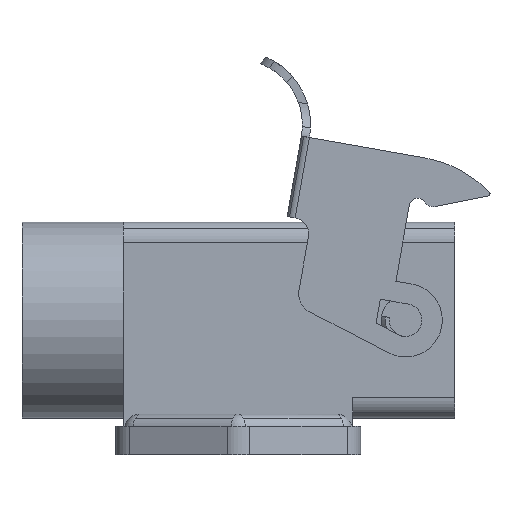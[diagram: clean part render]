
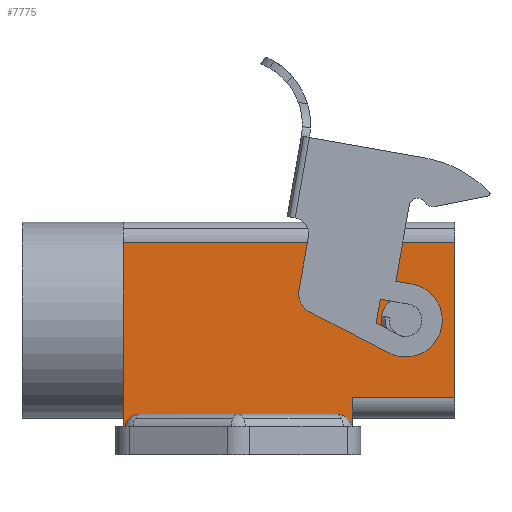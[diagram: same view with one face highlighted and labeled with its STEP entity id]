
A CAD part, front view. The second image highlights one B-rep face of the part: STEP entity #7775.
In plain terms, the highlighted planar face has unit normal (0, -1, 0).
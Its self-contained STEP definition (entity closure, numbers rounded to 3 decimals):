
#119=CARTESIAN_POINT('',(-11.642,-12.,3.));
#120=VERTEX_POINT('',#119);
#127=CARTESIAN_POINT('',(-12.095,-12.,2.989));
#128=VERTEX_POINT('',#127);
#129=CARTESIAN_POINT('',(-11.642,-12.,1.));
#130=DIRECTION('',(0.0,-1.0,0.0));
#131=DIRECTION('',(-1.0,0.0,0.0));
#132=AXIS2_PLACEMENT_3D('',#129,#130,#131);
#133=ELLIPSE('',#132,4.366,2.);
#134=EDGE_CURVE('',#120,#128,#133,.T.);
#294=CARTESIAN_POINT('',(12.095,-12.,2.989));
#295=VERTEX_POINT('',#294);
#303=CARTESIAN_POINT('',(11.642,-12.,3.));
#304=VERTEX_POINT('',#303);
#305=CARTESIAN_POINT('',(11.642,-12.,1.));
#306=DIRECTION('',(0.0,-1.0,0.0));
#307=DIRECTION('',(1.0,0.0,0.0));
#308=AXIS2_PLACEMENT_3D('',#305,#306,#307);
#309=ELLIPSE('',#308,4.366,2.);
#310=EDGE_CURVE('',#295,#304,#309,.T.);
#671=CARTESIAN_POINT('',(20.5,-12.0,17.5));
#672=VERTEX_POINT('',#671);
#688=CARTESIAN_POINT('',(20.5,-12.,11.5));
#689=VERTEX_POINT('',#688);
#696=CARTESIAN_POINT('',(20.5,-12.,14.5));
#697=DIRECTION('',(0.0,1.0,0.0));
#698=DIRECTION('',(0.0,0.0,1.0));
#699=AXIS2_PLACEMENT_3D('',#696,#697,#698);
#700=CIRCLE('',#699,3.);
#701=EDGE_CURVE('',#672,#689,#700,.T.);
#3355=CARTESIAN_POINT('',(13.991,-12.,1.));
#3356=VERTEX_POINT('',#3355);
#3357=CARTESIAN_POINT('',(13.991,-12.,1.5));
#3358=VERTEX_POINT('',#3357);
#3359=CARTESIAN_POINT('',(13.991,-12.,1.));
#3360=DIRECTION('',(0.0,0.0,1.0));
#3361=VECTOR('',#3360,0.5);
#3362=LINE('',#3359,#3361);
#3363=EDGE_CURVE('',#3356,#3358,#3362,.T.);
#3492=CARTESIAN_POINT('',(-13.991,-12.,1.));
#3493=VERTEX_POINT('',#3492);
#3501=CARTESIAN_POINT('',(-13.991,-12.,1.5));
#3502=VERTEX_POINT('',#3501);
#3503=CARTESIAN_POINT('',(-13.991,-12.,1.5));
#3504=DIRECTION('',(0.0,0.0,-1.0));
#3505=VECTOR('',#3504,0.5);
#3506=LINE('',#3503,#3505);
#3507=EDGE_CURVE('',#3502,#3493,#3506,.T.);
#3671=CARTESIAN_POINT('',(14.,-12.,1.5));
#3672=VERTEX_POINT('',#3671);
#3681=CARTESIAN_POINT('',(13.991,-12.,1.5));
#3682=DIRECTION('',(1.0,0.0,0.0));
#3683=VECTOR('',#3682,0.009);
#3684=LINE('',#3681,#3683);
#3685=EDGE_CURVE('',#3358,#3672,#3684,.T.);
#3692=CARTESIAN_POINT('',(-14.125,-12.,1.5));
#3693=VERTEX_POINT('',#3692);
#3694=CARTESIAN_POINT('',(-14.125,-12.,1.5));
#3695=DIRECTION('',(1.0,0.0,0.0));
#3696=VECTOR('',#3695,0.134);
#3697=LINE('',#3694,#3696);
#3698=EDGE_CURVE('',#3693,#3502,#3697,.T.);
#3885=CARTESIAN_POINT('',(14.,-12.,5.));
#3886=VERTEX_POINT('',#3885);
#3894=CARTESIAN_POINT('',(14.,-12.,5.));
#3895=DIRECTION('',(0.0,0.0,-1.0));
#3896=VECTOR('',#3895,3.5);
#3897=LINE('',#3894,#3896);
#3898=EDGE_CURVE('',#3886,#3672,#3897,.T.);
#4762=CARTESIAN_POINT('',(-14.125,-12.0,14.5));
#4763=VERTEX_POINT('',#4762);
#4820=CARTESIAN_POINT('',(-14.125,-12.,24.));
#4821=VERTEX_POINT('',#4820);
#4822=CARTESIAN_POINT('',(-14.125,-12.,24.));
#4823=DIRECTION('',(0.0,0.0,-1.0));
#4824=VECTOR('',#4823,9.5);
#4825=LINE('',#4822,#4824);
#4826=EDGE_CURVE('',#4821,#4763,#4825,.T.);
#4846=CARTESIAN_POINT('',(-14.125,-12.0,14.5));
#4847=DIRECTION('',(0.0,0.0,-1.0));
#4848=VECTOR('',#4847,13.);
#4849=LINE('',#4846,#4848);
#4850=EDGE_CURVE('',#4763,#3693,#4849,.T.);
#5253=CARTESIAN_POINT('',(11.642,-12.,3.));
#5254=DIRECTION('',(-1.0,0.0,0.0));
#5255=VECTOR('',#5254,23.283);
#5256=LINE('',#5253,#5255);
#5257=EDGE_CURVE('',#304,#120,#5256,.T.);
#7601=CARTESIAN_POINT('',(20.5,-12.,14.5));
#7602=DIRECTION('',(0.0,1.0,0.0));
#7603=DIRECTION('',(0.0,0.0,1.0));
#7604=AXIS2_PLACEMENT_3D('',#7601,#7602,#7603);
#7605=CIRCLE('',#7604,3.);
#7606=EDGE_CURVE('',#689,#672,#7605,.T.);
#7707=CARTESIAN_POINT('',(26.5,-12.,24.));
#7708=VERTEX_POINT('',#7707);
#7709=CARTESIAN_POINT('',(-14.125,-12.,24.));
#7710=DIRECTION('',(1.0,0.0,0.0));
#7711=VECTOR('',#7710,40.625);
#7712=LINE('',#7709,#7711);
#7713=EDGE_CURVE('',#4821,#7708,#7712,.T.);
#7725=CARTESIAN_POINT('',(12.,-12.,0.0));
#7726=DIRECTION('',(0.0,-1.0,0.0));
#7727=DIRECTION('',(0.0,0.0,-1.0));
#7728=AXIS2_PLACEMENT_3D('',#7725,#7726,#7727);
#7729=PLANE('',#7728);
#7730=ORIENTED_EDGE('',*,*,#3685,.T.);
#7731=ORIENTED_EDGE('',*,*,#3898,.F.);
#7732=CARTESIAN_POINT('',(26.5,-12.,5.0));
#7733=VERTEX_POINT('',#7732);
#7734=CARTESIAN_POINT('',(26.5,-12.,5.0));
#7735=DIRECTION('',(-1.0,0.0,0.0));
#7736=VECTOR('',#7735,12.5);
#7737=LINE('',#7734,#7736);
#7738=EDGE_CURVE('',#7733,#3886,#7737,.T.);
#7739=ORIENTED_EDGE('',*,*,#7738,.F.);
#7740=CARTESIAN_POINT('',(26.5,-12.,5.0));
#7741=DIRECTION('',(0.0,0.0,1.0));
#7742=VECTOR('',#7741,19.);
#7743=LINE('',#7740,#7742);
#7744=EDGE_CURVE('',#7733,#7708,#7743,.T.);
#7745=ORIENTED_EDGE('',*,*,#7744,.T.);
#7746=ORIENTED_EDGE('',*,*,#7713,.F.);
#7747=ORIENTED_EDGE('',*,*,#4826,.T.);
#7748=ORIENTED_EDGE('',*,*,#4850,.T.);
#7749=ORIENTED_EDGE('',*,*,#3698,.T.);
#7750=ORIENTED_EDGE('',*,*,#3507,.T.);
#7751=CARTESIAN_POINT('',(-12.,-12.,1.));
#7752=DIRECTION('',(0.0,-1.0,0.0));
#7753=DIRECTION('',(0.0,0.0,1.0));
#7754=AXIS2_PLACEMENT_3D('',#7751,#7752,#7753);
#7755=CIRCLE('',#7754,1.991);
#7756=EDGE_CURVE('',#128,#3493,#7755,.T.);
#7757=ORIENTED_EDGE('',*,*,#7756,.F.);
#7758=ORIENTED_EDGE('',*,*,#134,.F.);
#7759=ORIENTED_EDGE('',*,*,#5257,.F.);
#7760=ORIENTED_EDGE('',*,*,#310,.F.);
#7761=CARTESIAN_POINT('',(12.0,-12.,1.));
#7762=DIRECTION('',(0.0,-1.0,0.0));
#7763=DIRECTION('',(0.0,0.0,1.0));
#7764=AXIS2_PLACEMENT_3D('',#7761,#7762,#7763);
#7765=CIRCLE('',#7764,1.991);
#7766=EDGE_CURVE('',#3356,#295,#7765,.T.);
#7767=ORIENTED_EDGE('',*,*,#7766,.F.);
#7768=ORIENTED_EDGE('',*,*,#3363,.T.);
#7769=EDGE_LOOP('',(#7730,#7731,#7739,#7745,#7746,#7747,#7748,#7749,#7750,#7757,#7758,#7759,#7760,#7767,#7768));
#7770=FACE_OUTER_BOUND('',#7769,.T.);
#7771=ORIENTED_EDGE('',*,*,#701,.T.);
#7772=ORIENTED_EDGE('',*,*,#7606,.T.);
#7773=EDGE_LOOP('',(#7771,#7772));
#7774=FACE_BOUND('',#7773,.T.);
#7775=ADVANCED_FACE('',(#7770,#7774),#7729,.T.);
